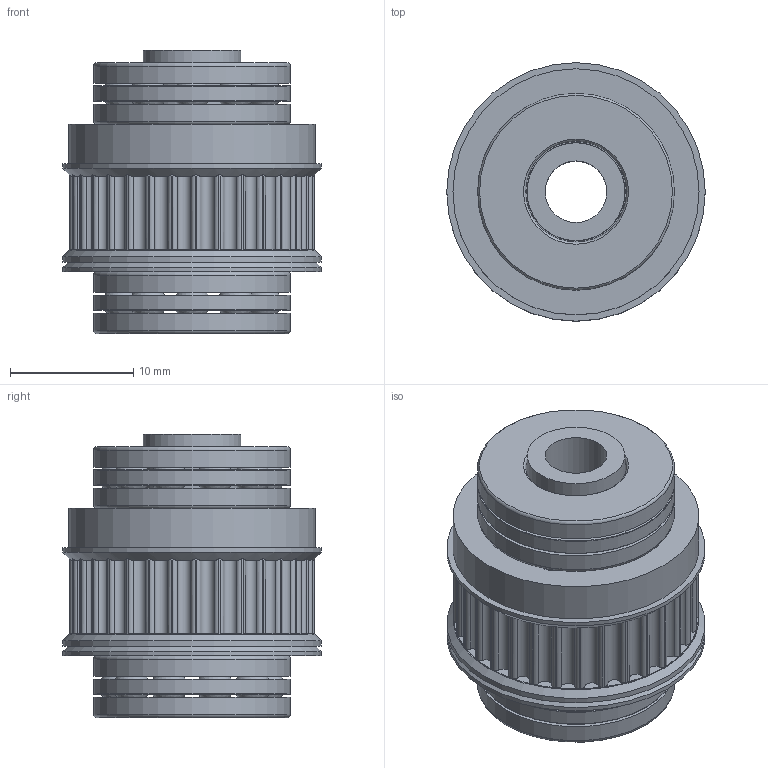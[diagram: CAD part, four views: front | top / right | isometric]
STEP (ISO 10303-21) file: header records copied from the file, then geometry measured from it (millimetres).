
FILE_DESCRIPTION(/* description */ (''),/* implementation_level */ '2;1');
FILE_NAME(/* name */ 'focuser pully Stack v7.step',/* time_stamp */ '2025-08-04T09:37:31-04:00',/* author */ (''),/* organization */ (''),/* preprocessor_version */ 'ST-DEVELOPER v20.1',/* originating_system */ 'Autodesk Translation Framework v14.10.0.0',/* authorisation */ '');
FILE_SCHEMA (('AUTOMOTIVE_DESIGN { 1 0 10303 214 3 1 1 }'));
Length unit declared in the file: millimetre
Products named in the file (4): focuser pully Stack; Body1 (1); focuser pully; 7806K63_Thrust Ball Bearing
Assembly tree (4 placements, depth 2):
  focuser pully Stack
    Body1 (1)
    focuser pully
    7806K63_Thrust Ball Bearing  x2
Bounding box: 21 x 21 x 23 mm (x, y, z)
Volume: 4823.5 mm3; surface area: 5766.9 mm2
Topology: 28 solids, 28 shells, 269 faces, 759 edges, 513 vertices
Faces by surface type: cylinder 119, plane 87, sphere 40, torus 20, cone 3
Full cylindrical faces by diameter (mm): 3 x3, 5 x2, 7.95 x1, 8 x2, 8.2 x4, 16 x6, 19.864 x1, 20 x1, 21 x3
Entity records: 7857 total; most frequent: CARTESIAN_POINT 1709, DIRECTION 1388, ORIENTED_EDGE 1198, AXIS2_PLACEMENT_3D 620, EDGE_CURVE 599, VERTEX_POINT 429, CIRCLE 387, EDGE_LOOP 286
